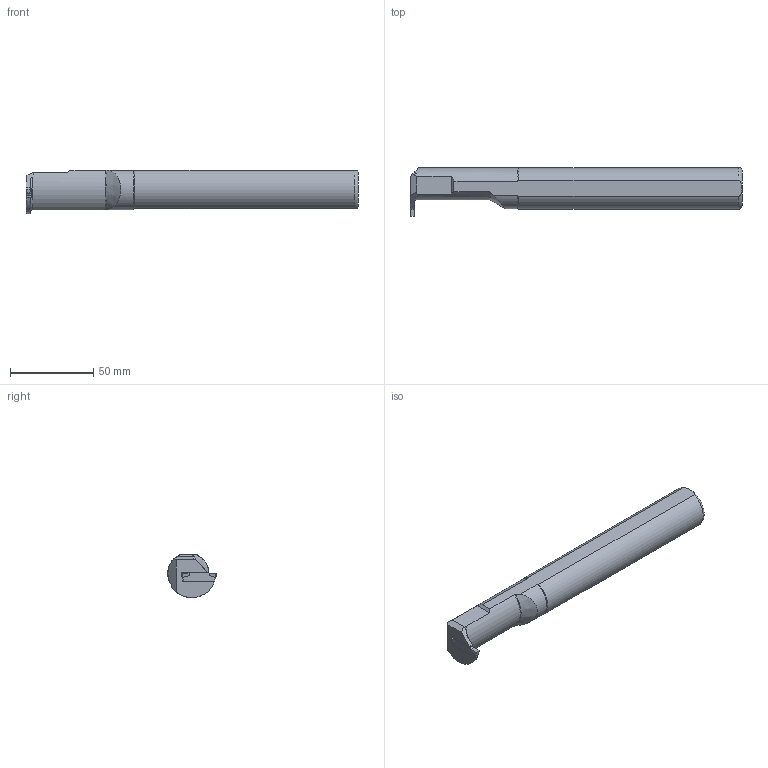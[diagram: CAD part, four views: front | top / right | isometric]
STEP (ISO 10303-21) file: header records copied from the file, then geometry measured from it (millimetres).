
FILE_DESCRIPTION(/* description */ (''),/* implementation_level */ '2;1');
FILE_NAME(/* name */ 'AIKT-K-R-25-3-T10.stp',/* time_stamp */ '2023-10-12T22:53:12+03:00',/* author */ (''),/* organization */ (''),/* preprocessor_version */ 'ST-DEVELOPER v19.4',/* originating_system */ 'SIEMENS PLM Software NX2306.3001',/* authorisation */ '');
FILE_SCHEMA (('AUTOMOTIVE_DESIGN { 1 0 10303 214 3 1 1 1 }'));
Length unit declared in the file: millimetre
Products named in the file (1): AIKT-K-R-25-3-T10_x_t_objects
Bounding box: 199.99 x 29.5 x 26 mm (x, y, z)
Volume: 89050.5 mm3; surface area: 16472.2 mm2
Topology: 2 solids, 2 shells, 87 faces, 225 edges, 142 vertices
Faces by surface type: plane 42, cylinder 25, torus 9, bspline 8, cone 3
Entity records: 2903 total; most frequent: CARTESIAN_POINT 767, ORIENTED_EDGE 446, DIRECTION 439, EDGE_CURVE 223, AXIS2_PLACEMENT_3D 162, VERTEX_POINT 141, LINE 115, VECTOR 115
